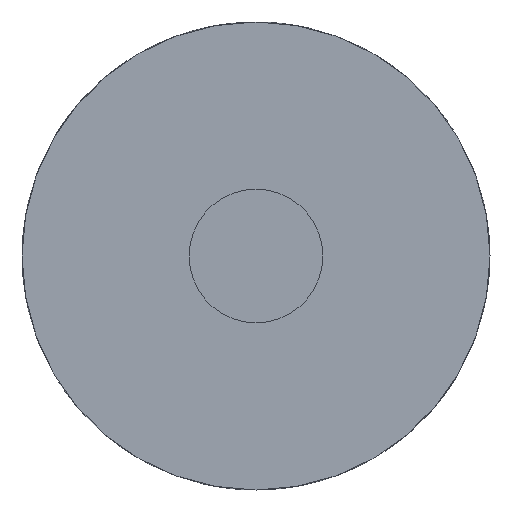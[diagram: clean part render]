
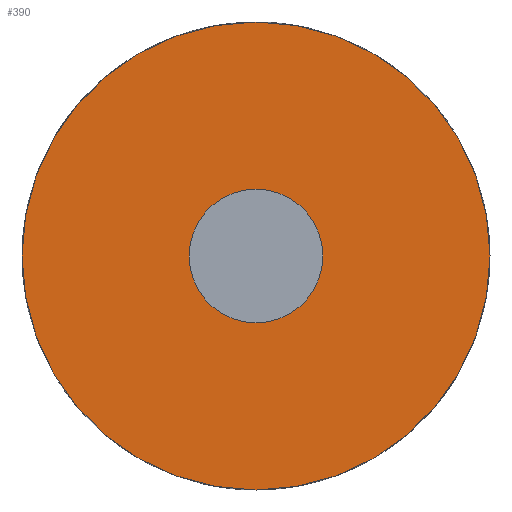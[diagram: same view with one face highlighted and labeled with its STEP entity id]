
A CAD part, front view. The second image highlights one B-rep face of the part: STEP entity #390.
In plain terms, the highlighted planar face has unit normal (0, -1, 0).
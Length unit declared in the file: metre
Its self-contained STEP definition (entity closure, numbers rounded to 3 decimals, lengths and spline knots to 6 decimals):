
#2 = DIRECTION ( 'NONE',  ( 0., -1., 0. ) ) ;
#17 = EDGE_CURVE ( 'NONE', #289, #158, #271, .T. ) ;
#21 = CARTESIAN_POINT ( 'NONE',  ( 0., 0., 0.02 ) ) ;
#28 = ORIENTED_EDGE ( 'NONE', *, *, #462, .F. ) ;
#39 = DIRECTION ( 'NONE',  ( 0., 1., 0. ) ) ;
#41 = AXIS2_PLACEMENT_3D ( 'NONE', #209, #445, #329 ) ;
#74 = PLANE ( 'NONE',  #339 ) ;
#75 = EDGE_CURVE ( 'NONE', #78, #337, #326, .T. ) ;
#76 = DIRECTION ( 'NONE',  ( 0., 0., -1. ) ) ;
#78 = VERTEX_POINT ( 'NONE', #117 ) ;
#99 = ORIENTED_EDGE ( 'NONE', *, *, #226, .F. ) ;
#112 = EDGE_LOOP ( 'NONE', ( #99, #259 ) ) ;
#117 = CARTESIAN_POINT ( 'NONE',  ( 0., 0., -0.02 ) ) ;
#126 = AXIS2_PLACEMENT_3D ( 'NONE', #293, #412, #450 ) ;
#149 = AXIS2_PLACEMENT_3D ( 'NONE', #340, #2, #76 ) ;
#151 = CIRCLE ( 'NONE', #41, 0.07 ) ;
#158 = VERTEX_POINT ( 'NONE', #190 ) ;
#175 = CARTESIAN_POINT ( 'NONE',  ( 0., 0., 0.07 ) ) ;
#190 = CARTESIAN_POINT ( 'NONE',  ( 0., 0., -0.07 ) ) ;
#209 = CARTESIAN_POINT ( 'NONE',  ( 0., 0., 0. ) ) ;
#226 = EDGE_CURVE ( 'NONE', #158, #289, #151, .T. ) ;
#229 = CARTESIAN_POINT ( 'NONE',  ( 0., 0., 0. ) ) ;
#233 = CIRCLE ( 'NONE', #126, 0.02 ) ;
#259 = ORIENTED_EDGE ( 'NONE', *, *, #17, .F. ) ;
#262 = CARTESIAN_POINT ( 'NONE',  ( 0., 0., 0. ) ) ;
#266 = FACE_BOUND ( 'NONE', #490, .T. ) ;
#271 = CIRCLE ( 'NONE', #452, 0.07 ) ;
#289 = VERTEX_POINT ( 'NONE', #175 ) ;
#293 = CARTESIAN_POINT ( 'NONE',  ( 0., 0., 0. ) ) ;
#307 = DIRECTION ( 'NONE',  ( 0., 0., 1. ) ) ;
#326 = CIRCLE ( 'NONE', #149, 0.02 ) ;
#329 = DIRECTION ( 'NONE',  ( 0., 0., 1. ) ) ;
#337 = VERTEX_POINT ( 'NONE', #21 ) ;
#339 = AXIS2_PLACEMENT_3D ( 'NONE', #229, #493, #414 ) ;
#340 = CARTESIAN_POINT ( 'NONE',  ( 0., 0., 0. ) ) ;
#390 = ADVANCED_FACE ( 'NONE', ( #266, #430 ), #74, .F. ) ;
#398 = ORIENTED_EDGE ( 'NONE', *, *, #75, .F. ) ;
#412 = DIRECTION ( 'NONE',  ( 0., -1., 0. ) ) ;
#414 = DIRECTION ( 'NONE',  ( 0., 0., 1. ) ) ;
#430 = FACE_OUTER_BOUND ( 'NONE', #112, .T. ) ;
#445 = DIRECTION ( 'NONE',  ( 0., 1., 0. ) ) ;
#450 = DIRECTION ( 'NONE',  ( 0., 0., -1. ) ) ;
#452 = AXIS2_PLACEMENT_3D ( 'NONE', #262, #39, #307 ) ;
#462 = EDGE_CURVE ( 'NONE', #337, #78, #233, .T. ) ;
#490 = EDGE_LOOP ( 'NONE', ( #398, #28 ) ) ;
#493 = DIRECTION ( 'NONE',  ( 0., 1., 0. ) ) ;
